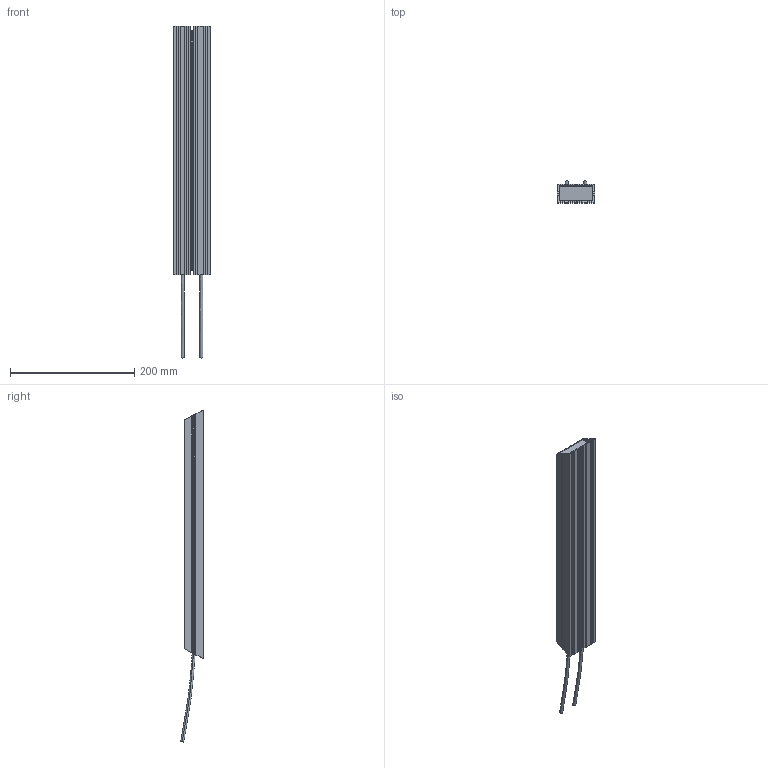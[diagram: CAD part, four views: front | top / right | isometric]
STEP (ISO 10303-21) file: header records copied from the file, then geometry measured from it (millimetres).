
FILE_DESCRIPTION (( 'STEP AP203' ), '1' );
FILE_NAME ('3D Ìîäåëü ÐÁ3-038-1Ê1.STEP', '2019-08-13T12:39:10', ( '' ), ( '' ), 'SwSTEP 2.0', 'SolidWorks 2015', '' );
FILE_SCHEMA (( 'CONFIG_CONTROL_DESIGN' ));
Length unit declared in the file: millimetre
Products named in the file (1): 3D Ìîäåëü ÐÁ3-038-1Ê1
Bounding box: 60 x 36.27 x 534.11 mm (x, y, z)
Volume: 197495 mm3; surface area: 173749.3 mm2
Topology: 1 solids, 2 shells, 173 faces, 501 edges, 334 vertices
Faces by surface type: plane 129, cylinder 40, bspline 4
Entity records: 5806 total; most frequent: CARTESIAN_POINT 1396, ORIENTED_EDGE 1002, DIRECTION 777, EDGE_CURVE 501, VECTOR 407, LINE 407, VERTEX_POINT 334, AXIS2_PLACEMENT_3D 185
